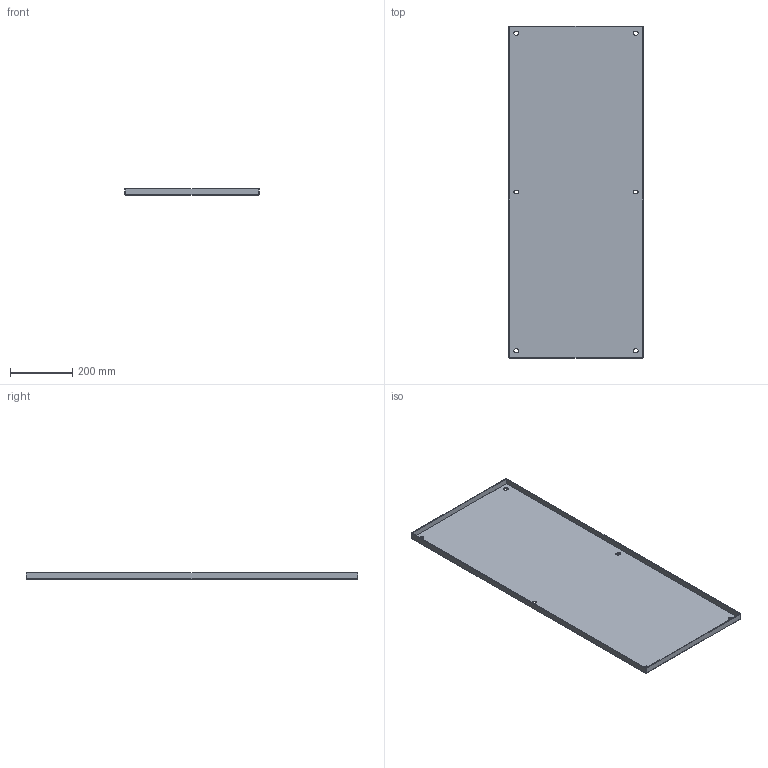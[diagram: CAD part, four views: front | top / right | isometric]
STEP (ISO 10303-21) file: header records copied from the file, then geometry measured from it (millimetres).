
FILE_DESCRIPTION (( 'STEP AP214' ), '1' );
FILE_NAME ('WC14P3.STEP', '2015-04-08T20:49:02', ( '' ), ( '' ), 'SwSTEP 2.0', 'SolidWorks 2014', '' );
FILE_SCHEMA (( 'AUTOMOTIVE_DESIGN' ));
Length unit declared in the file: inch
Products named in the file (1): WC14P3
Bounding box: 433.39 x 1069.97 x 21.03 mm (x, y, z)
Volume: 1370170.7 mm3; surface area: 1040530.4 mm2
Topology: 1 solids, 1 shells, 68 faces, 166 edges, 100 vertices
Faces by surface type: plane 34, cylinder 26, bspline 8
Entity records: 2382 total; most frequent: CARTESIAN_POINT 759, ORIENTED_EDGE 332, DIRECTION 308, EDGE_CURVE 166, VECTOR 114, LINE 114, VERTEX_POINT 100, AXIS2_PLACEMENT_3D 97
